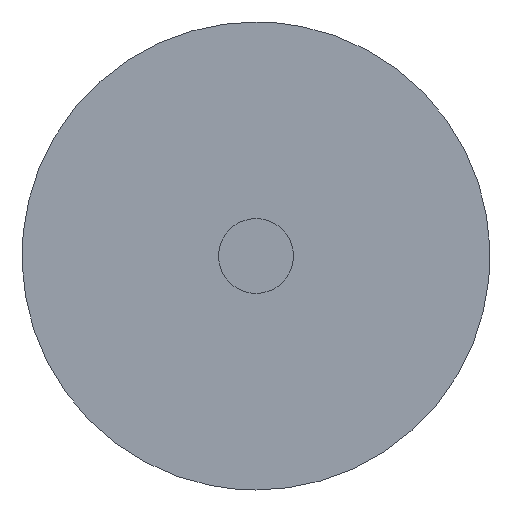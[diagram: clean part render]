
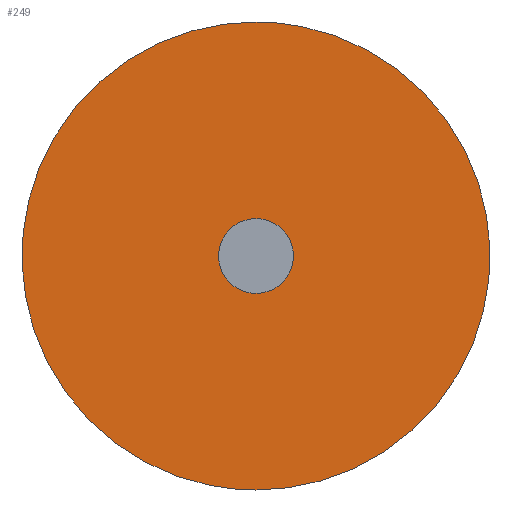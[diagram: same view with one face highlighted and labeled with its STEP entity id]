
A CAD part, front view. The second image highlights one B-rep face of the part: STEP entity #249.
In plain terms, the highlighted free-form (B-spline) face has degree [1, 1] with [2, 2] control points.
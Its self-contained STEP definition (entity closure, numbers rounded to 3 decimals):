
#21 = EDGE_CURVE('',#22,#24,#26,.T.);
#22 = VERTEX_POINT('',#23);
#23 = CARTESIAN_POINT('',(0.,-25.733,
    -6.176));
#24 = VERTEX_POINT('',#25);
#25 = CARTESIAN_POINT('',(0.,-25.733,
    6.176));
#26 = ( BOUNDED_CURVE() B_SPLINE_CURVE(2,(#27,#28,#29,#30,#31),
.UNSPECIFIED.,.F.,.F.) B_SPLINE_CURVE_WITH_KNOTS((3,2,3),(0.,
1.571,3.142),.PIECEWISE_BEZIER_KNOTS.) CURVE() 
GEOMETRIC_REPRESENTATION_ITEM() RATIONAL_B_SPLINE_CURVE((1.,
0.707,1.,0.707,1.)) REPRESENTATION_ITEM('') );
#27 = CARTESIAN_POINT('',(0.,-25.733,
    -6.176));
#28 = CARTESIAN_POINT('',(6.176,-25.733,-6.176)
  );
#29 = CARTESIAN_POINT('',(6.176,-25.733,
    0.));
#30 = CARTESIAN_POINT('',(6.176,-25.733,6.176)
  );
#31 = CARTESIAN_POINT('',(0.,-25.733,
    6.176));
#82 = VERTEX_POINT('',#83);
#83 = CARTESIAN_POINT('',(0.,-25.733,
    38.599));
#88 = EDGE_CURVE('',#89,#82,#91,.T.);
#89 = VERTEX_POINT('',#90);
#90 = CARTESIAN_POINT('',(0.,-25.733,
    -38.599));
#91 = ( BOUNDED_CURVE() B_SPLINE_CURVE(2,(#92,#93,#94,#95,#96),
.UNSPECIFIED.,.F.,.F.) B_SPLINE_CURVE_WITH_KNOTS((3,2,3),(0.,
1.571,3.142),.PIECEWISE_BEZIER_KNOTS.) CURVE() 
GEOMETRIC_REPRESENTATION_ITEM() RATIONAL_B_SPLINE_CURVE((1.,
0.707,1.,0.707,1.)) REPRESENTATION_ITEM('') );
#92 = CARTESIAN_POINT('',(0.,-25.733,
    -38.599));
#93 = CARTESIAN_POINT('',(38.599,-25.733,-38.599
    ));
#94 = CARTESIAN_POINT('',(38.599,-25.733,
    0.));
#95 = CARTESIAN_POINT('',(38.599,-25.733,38.599
    ));
#96 = CARTESIAN_POINT('',(0.,-25.733,
    38.599));
#231 = EDGE_CURVE('',#82,#89,#232,.T.);
#232 = ( BOUNDED_CURVE() B_SPLINE_CURVE(2,(#233,#234,#235,#236,#237),
.UNSPECIFIED.,.F.,.F.) B_SPLINE_CURVE_WITH_KNOTS((3,2,3),(3.142,
4.712,6.283),.PIECEWISE_BEZIER_KNOTS.) CURVE() 
GEOMETRIC_REPRESENTATION_ITEM() RATIONAL_B_SPLINE_CURVE((1.,
0.707,1.,0.707,1.)) REPRESENTATION_ITEM('') );
#233 = CARTESIAN_POINT('',(0.,-25.733,
    38.599));
#234 = CARTESIAN_POINT('',(-38.599,-25.733,
    38.599));
#235 = CARTESIAN_POINT('',(-38.599,-25.733,
    0.));
#236 = CARTESIAN_POINT('',(-38.599,-25.733,
    -38.599));
#237 = CARTESIAN_POINT('',(0.,-25.733,
    -38.599));
#249 = ADVANCED_FACE('',(#250,#261),#265,.F.);
#250 = FACE_BOUND('',#251,.T.);
#251 = EDGE_LOOP('',(#252,#253));
#252 = ORIENTED_EDGE('',*,*,#21,.F.);
#253 = ORIENTED_EDGE('',*,*,#254,.F.);
#254 = EDGE_CURVE('',#24,#22,#255,.T.);
#255 = ( BOUNDED_CURVE() B_SPLINE_CURVE(2,(#256,#257,#258,#259,#260),
.UNSPECIFIED.,.F.,.F.) B_SPLINE_CURVE_WITH_KNOTS((3,2,3),(3.142,
4.712,6.283),.PIECEWISE_BEZIER_KNOTS.) CURVE() 
GEOMETRIC_REPRESENTATION_ITEM() RATIONAL_B_SPLINE_CURVE((1.,
0.707,1.,0.707,1.)) REPRESENTATION_ITEM('') );
#256 = CARTESIAN_POINT('',(0.,-25.733,
    6.176));
#257 = CARTESIAN_POINT('',(-6.176,-25.733,6.176
    ));
#258 = CARTESIAN_POINT('',(-6.176,-25.733,
    0.));
#259 = CARTESIAN_POINT('',(-6.176,-25.733,
    -6.176));
#260 = CARTESIAN_POINT('',(0.,-25.733,
    -6.176));
#261 = FACE_BOUND('',#262,.T.);
#262 = EDGE_LOOP('',(#263,#264));
#263 = ORIENTED_EDGE('',*,*,#88,.T.);
#264 = ORIENTED_EDGE('',*,*,#231,.T.);
#265 = B_SPLINE_SURFACE_WITH_KNOTS('',1,1,(
    (#266,#267)
    ,(#268,#269
    )),.UNSPECIFIED.,.F.,.F.,.F.,(2,2),(2,2),(-37.5,37.5),(-31.5,43.5),
  .PIECEWISE_BEZIER_KNOTS.);
#266 = CARTESIAN_POINT('',(-38.599,-25.733,
    -38.599));
#267 = CARTESIAN_POINT('',(38.599,-25.733,
    -38.599));
#268 = CARTESIAN_POINT('',(-38.599,-25.733,
    38.599));
#269 = CARTESIAN_POINT('',(38.599,-25.733,
    38.599));
